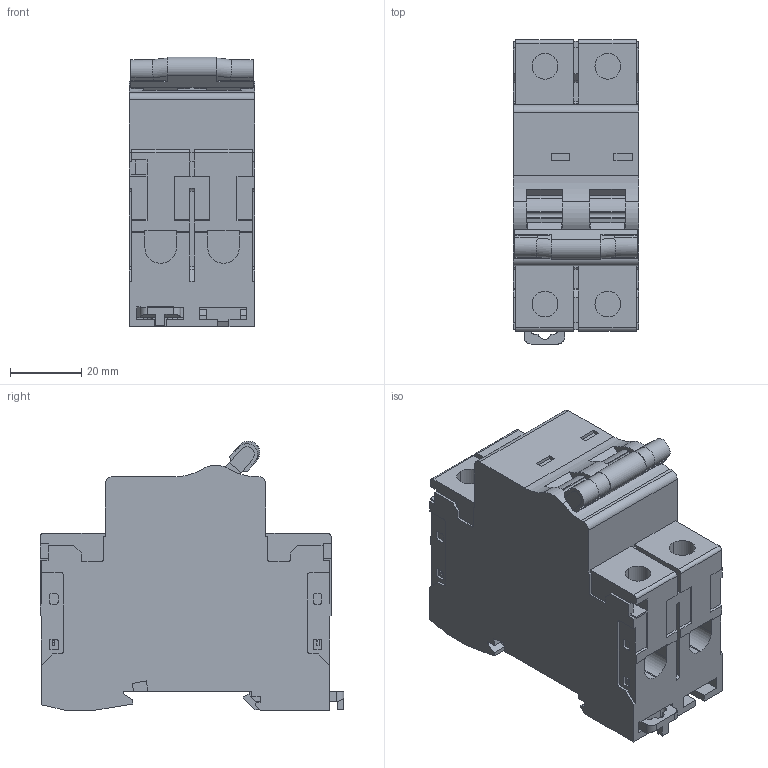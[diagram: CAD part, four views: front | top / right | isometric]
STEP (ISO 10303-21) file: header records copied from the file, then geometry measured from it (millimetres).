
FILE_DESCRIPTION(('CATIA V5 STEP Exchange','CAx-IF Rec.Pracs.--- Model Styling and Organization---1.4--- 2014-01-23'),'2;1');
FILE_NAME ('D1602119_1', '2024-02-19T12:26:23+00:00', ('none'), ('Weidmueller'), 'CATIA Version 5-6 Release 2016 SP3 HF44', 'CATIA V5 STEP AP214', 'none');
FILE_SCHEMA(('AUTOMOTIVE_DESIGN { 1 0 10303 214 1 1 1 1 }'));
Length unit declared in the file: millimetre
Products named in the file (1): S3D_MCB_1077_2P
Bounding box: 35.2 x 85.1 x 75.56 mm (x, y, z)
Volume: 153137.2 mm3; surface area: 26351.3 mm2
Topology: 1 solids, 1 shells, 622 faces, 1788 edges, 1196 vertices
Faces by surface type: plane 472, cylinder 79, extrusion 71
Entity records: 20983 total; most frequent: CARTESIAN_POINT 5388, ORIENTED_EDGE 3576, DIRECTION 2252, EDGE_CURVE 1788, VECTOR 1383, LINE 1312, VERTEX_POINT 1196, EDGE_LOOP 654
